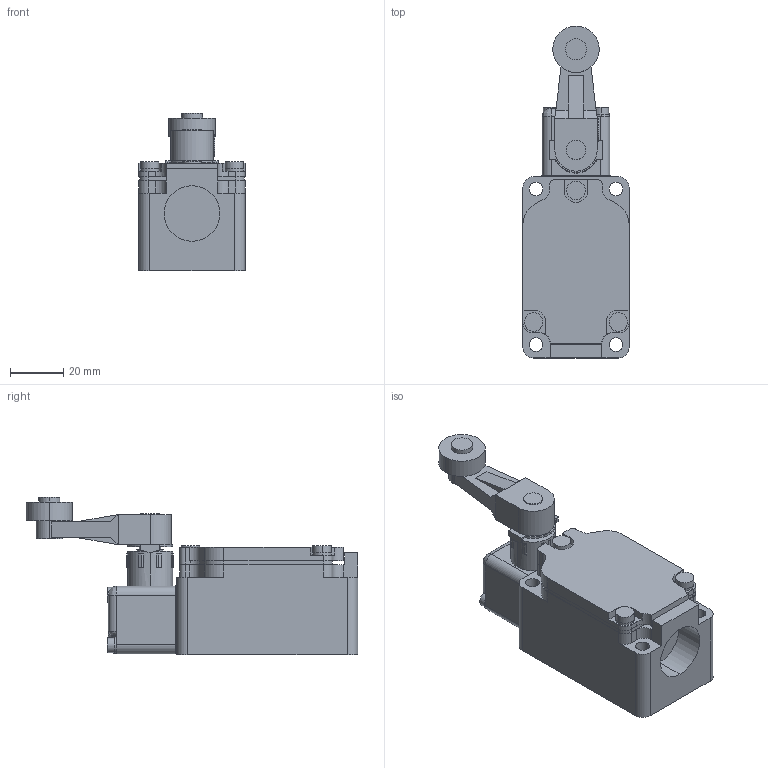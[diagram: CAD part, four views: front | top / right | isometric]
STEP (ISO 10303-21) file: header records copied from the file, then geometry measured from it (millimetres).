
FILE_DESCRIPTION (( 'STEP AP214' ), '1' );
FILE_NAME ('LIMSW-5104HT_3D.step', '2023-09-20T22:21:21', ( '' ), ( '' ), 'SwSTEP 2.0', 'SolidWorks 2022', '' );
FILE_SCHEMA (( 'AUTOMOTIVE_DESIGN' ));
Length unit declared in the file: millimetre
Products named in the file (5): LIMSW-5104HT_3D; WLCA2_2_N_PLATE; WLCA2_2_N_BASE; WL_1A100; WLCA2_2_N_HEAD
Assembly tree (4 placements, depth 2):
  LIMSW-5104HT_3D
    WL_1A100
    WLCA2_2_N_HEAD
    WLCA2_2_N_PLATE
    WLCA2_2_N_BASE
Bounding box: 40 x 125.15 x 59.4 mm (x, y, z)
Volume: 125288 mm3; surface area: 26451.4 mm2
Topology: 4 solids, 4 shells, 325 faces, 798 edges, 524 vertices
Faces by surface type: plane 187, cylinder 130, bspline 8
Entity records: 10014 total; most frequent: CARTESIAN_POINT 1874, DIRECTION 1724, ORIENTED_EDGE 1596, EDGE_CURVE 798, AXIS2_PLACEMENT_3D 610, VERTEX_POINT 524, VECTOR 504, LINE 504
